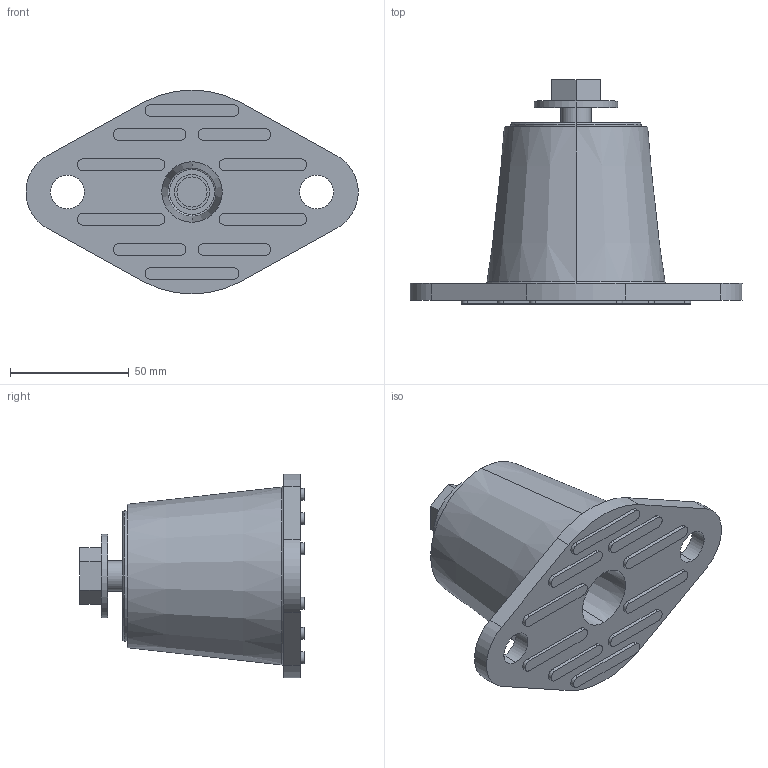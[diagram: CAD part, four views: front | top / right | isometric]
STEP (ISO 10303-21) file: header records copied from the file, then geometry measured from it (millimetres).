
FILE_DESCRIPTION (( 'STEP AP203' ), '1' );
FILE_NAME ('FMD 7N-8N-9N.STEP', '2025-10-24T15:26:43', ( '' ), ( '' ), 'SwSTEP 2.0', 'SolidWorks 2016', '' );
FILE_SCHEMA (( 'CONFIG_CONTROL_DESIGN' ));
Length unit declared in the file: inch
Products named in the file (1): FMD 7N-8N-9N
Bounding box: 139.58 x 94.23 x 85.72 mm (x, y, z)
Volume: 278166.2 mm3; surface area: 40087.9 mm2
Topology: 1 solids, 1 shells, 114 faces, 261 edges, 170 vertices
Faces by surface type: plane 53, cylinder 45, torus 12, cone 4
Entity records: 3338 total; most frequent: DIRECTION 613, CARTESIAN_POINT 546, ORIENTED_EDGE 522, EDGE_CURVE 261, AXIS2_PLACEMENT_3D 237, VERTEX_POINT 170, EDGE_LOOP 139, VECTOR 139
